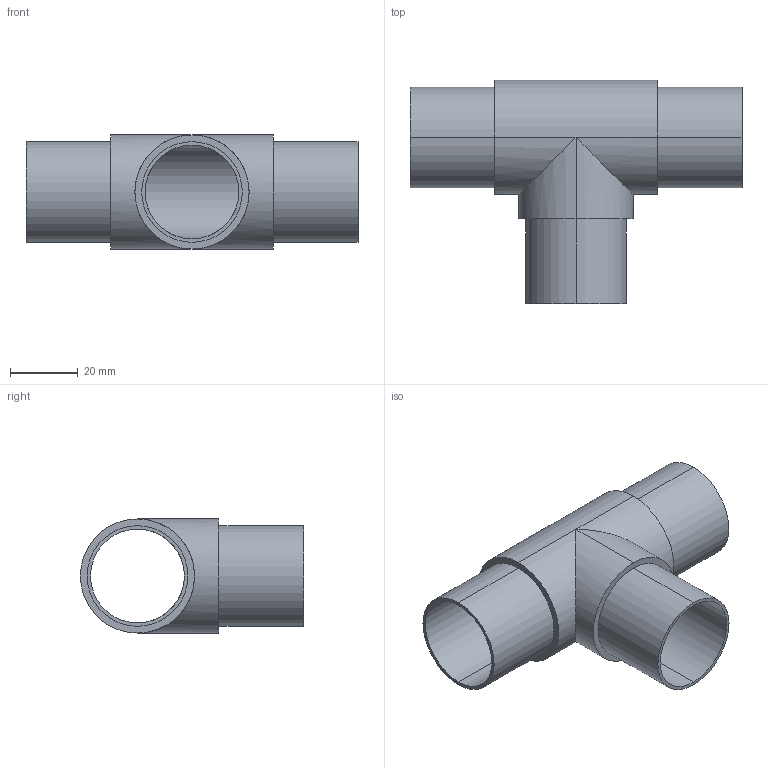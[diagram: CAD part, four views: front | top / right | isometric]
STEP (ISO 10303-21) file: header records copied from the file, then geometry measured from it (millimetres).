
FILE_DESCRIPTION (( 'STEP AP203' ), '1' );
FILE_NAME ('3D_GR1202_33.7x2_188851250.STEP', '2024-11-11T17:54:52', ( '' ), ( '' ), 'SwSTEP 2.0', 'SolidWorks 2023', '' );
FILE_SCHEMA (( 'CONFIG_CONTROL_DESIGN' ));
Length unit declared in the file: millimetre
Products named in the file (1): 3D_GR1202_33.7x2_188851250
Bounding box: 98 x 65.9 x 33.7 mm (x, y, z)
Volume: 21936.3 mm3; surface area: 24484.6 mm2
Topology: 1 solids, 1 shells, 22 faces, 46 edges, 28 vertices
Faces by surface type: cylinder 16, plane 6
Entity records: 675 total; most frequent: DIRECTION 112, CARTESIAN_POINT 109, ORIENTED_EDGE 92, AXIS2_PLACEMENT_3D 47, EDGE_CURVE 46, EDGE_LOOP 28, VERTEX_POINT 28, CIRCLE 24
